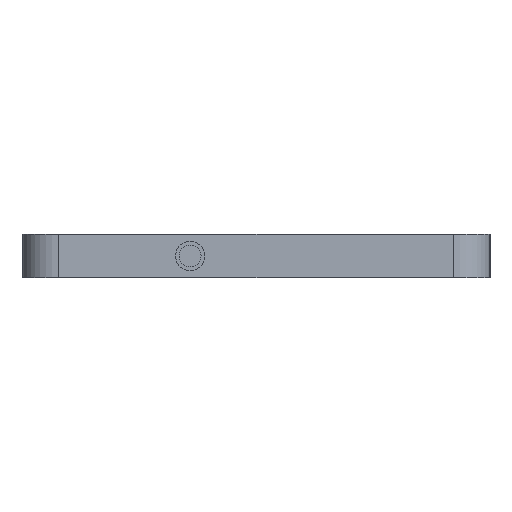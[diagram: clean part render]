
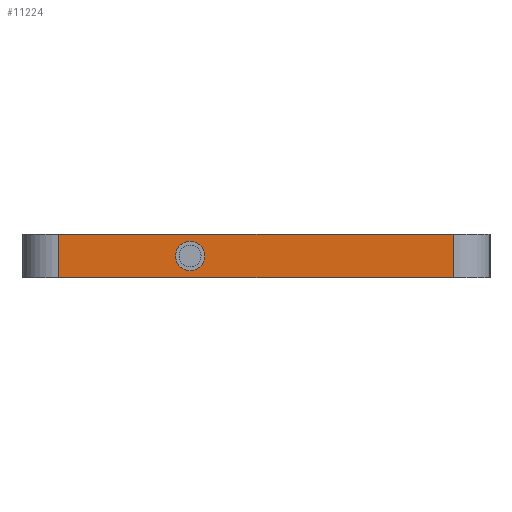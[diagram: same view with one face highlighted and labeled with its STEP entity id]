
A CAD part, left-side view. The second image highlights one B-rep face of the part: STEP entity #11224.
In plain terms, the highlighted planar face has unit normal (-1, 0, 0).
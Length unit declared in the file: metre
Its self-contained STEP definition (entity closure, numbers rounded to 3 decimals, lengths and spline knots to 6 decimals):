
#382=CIRCLE('',#12041,0.003);
#1178=ORIENTED_EDGE('',*,*,#4614,.T.);
#1179=ORIENTED_EDGE('',*,*,#4617,.F.);
#1180=ORIENTED_EDGE('',*,*,#4618,.F.);
#1181=ORIENTED_EDGE('',*,*,#4586,.T.);
#1182=ORIENTED_EDGE('',*,*,#4619,.T.);
#4586=EDGE_CURVE('',#6307,#6308,#7466,.T.);
#4614=EDGE_CURVE('',#6335,#6335,#382,.T.);
#4617=EDGE_CURVE('',#6338,#6339,#7477,.T.);
#4618=EDGE_CURVE('',#6307,#6338,#7478,.T.);
#4619=EDGE_CURVE('',#6308,#6339,#7479,.T.);
#6307=VERTEX_POINT('',#15439);
#6308=VERTEX_POINT('',#15440);
#6335=VERTEX_POINT('',#15518);
#6338=VERTEX_POINT('',#15527);
#6339=VERTEX_POINT('',#15528);
#7466=LINE('',#15438,#8431);
#7477=LINE('',#15526,#8442);
#7478=LINE('',#15529,#8443);
#7479=LINE('',#15530,#8444);
#8431=VECTOR('',#12830,1.);
#8442=VECTOR('',#12873,1.);
#8443=VECTOR('',#12874,1.);
#8444=VECTOR('',#12875,1.);
#9401=EDGE_LOOP('',(#1178));
#9402=EDGE_LOOP('',(#1179,#1180,#1181,#1182));
#10156=FACE_BOUND('',#9401,.T.);
#10157=FACE_BOUND('',#9402,.T.);
#10902=PLANE('',#12046);
#11224=ADVANCED_FACE('',(#10156,#10157),#10902,.T.);
#12041=AXIS2_PLACEMENT_3D('',#15517,#12861,#12862);
#12046=AXIS2_PLACEMENT_3D('',#15525,#12871,#12872);
#12830=DIRECTION('',(0.,1.,0.));
#12861=DIRECTION('',(1.,0.,0.));
#12862=DIRECTION('',(0.,1.,0.));
#12871=DIRECTION('',(-1.,0.,0.));
#12872=DIRECTION('',(0.,-1.,0.));
#12873=DIRECTION('',(0.,1.,0.));
#12874=DIRECTION('',(0.,0.,-1.));
#12875=DIRECTION('',(0.,0.,-1.));
#15438=CARTESIAN_POINT('',(-0.954,0.012,0.012));
#15439=CARTESIAN_POINT('',(-0.954,-0.042,0.012));
#15440=CARTESIAN_POINT('',(-0.954,0.066,0.012));
#15517=CARTESIAN_POINT('',(-0.954,0.03,0.006));
#15518=CARTESIAN_POINT('',(-0.954,0.033,0.006));
#15525=CARTESIAN_POINT('',(-0.954,0.012,0.012));
#15526=CARTESIAN_POINT('',(-0.954,0.012,0.));
#15527=CARTESIAN_POINT('',(-0.954,-0.042,0.));
#15528=CARTESIAN_POINT('',(-0.954,0.066,0.));
#15529=CARTESIAN_POINT('',(-0.954,-0.042,0.012));
#15530=CARTESIAN_POINT('',(-0.954,0.066,0.012));
